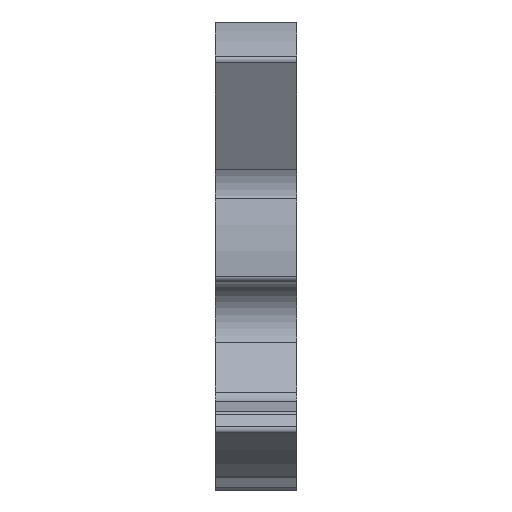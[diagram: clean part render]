
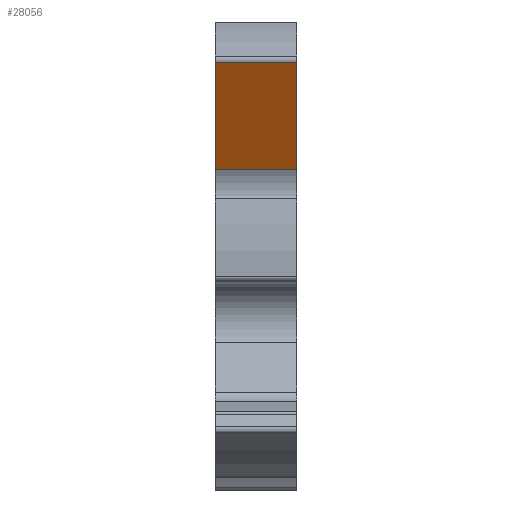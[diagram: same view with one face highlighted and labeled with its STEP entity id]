
A CAD part, left-side view. The second image highlights one B-rep face of the part: STEP entity #28056.
In plain terms, the highlighted face is planar.
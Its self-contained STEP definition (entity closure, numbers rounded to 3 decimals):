
#1176 = VECTOR ( 'NONE', #5298, 1000. ) ;
#3663 = FACE_OUTER_BOUND ( 'NONE', #5305, .T. ) ;
#3864 = CARTESIAN_POINT ( 'NONE',  ( 13.872, 8., -19.028 ) ) ;
#5105 = CARTESIAN_POINT ( 'NONE',  ( 7.794, 8., -8.5 ) ) ;
#5298 = DIRECTION ( 'NONE',  ( 0.5, 0., -0.866 ) ) ;
#5305 = EDGE_LOOP ( 'NONE', ( #29160, #12063, #6554, #23525 ) ) ;
#5440 = VECTOR ( 'NONE', #9734, 1000. ) ;
#5937 = VERTEX_POINT ( 'NONE', #28202 ) ;
#6120 = CARTESIAN_POINT ( 'NONE',  ( 2.165, 8., 1.25 ) ) ;
#6554 = ORIENTED_EDGE ( 'NONE', *, *, #10146, .F. ) ;
#8899 = VERTEX_POINT ( 'NONE', #13847 ) ;
#9431 = LINE ( 'NONE', #22380, #28624 ) ;
#9734 = DIRECTION ( 'NONE',  ( 0., -1., 0. ) ) ;
#10146 = EDGE_CURVE ( 'NONE', #11262, #5937, #26259, .T. ) ;
#11143 = EDGE_CURVE ( 'NONE', #8899, #5937, #14011, .T. ) ;
#11262 = VERTEX_POINT ( 'NONE', #13916 ) ;
#12063 = ORIENTED_EDGE ( 'NONE', *, *, #11143, .T. ) ;
#12890 = VECTOR ( 'NONE', #22954, 1000. ) ;
#13847 = CARTESIAN_POINT ( 'NONE',  ( 13.872, 0., -19.028 ) ) ;
#13916 = CARTESIAN_POINT ( 'NONE',  ( 7.794, 8., -8.5 ) ) ;
#14011 = LINE ( 'NONE', #3864, #12890 ) ;
#14892 = DIRECTION ( 'NONE',  ( 0.5, 0., -0.866 ) ) ;
#17238 = LINE ( 'NONE', #5105, #5440 ) ;
#17466 = AXIS2_PLACEMENT_3D ( 'NONE', #6120, #25068, #17872 ) ;
#17872 = DIRECTION ( 'NONE',  ( -0.5, 0., 0.866 ) ) ;
#18691 = EDGE_CURVE ( 'NONE', #19435, #8899, #9431, .T. ) ;
#19406 = CARTESIAN_POINT ( 'NONE',  ( 2.165, 8., 1.25 ) ) ;
#19435 = VERTEX_POINT ( 'NONE', #20983 ) ;
#20237 = PLANE ( 'NONE',  #17466 ) ;
#20983 = CARTESIAN_POINT ( 'NONE',  ( 7.794, 0., -8.5 ) ) ;
#22380 = CARTESIAN_POINT ( 'NONE',  ( 2.165, 0., 1.25 ) ) ;
#22954 = DIRECTION ( 'NONE',  ( 0., 1., 0. ) ) ;
#23525 = ORIENTED_EDGE ( 'NONE', *, *, #29223, .T. ) ;
#25068 = DIRECTION ( 'NONE',  ( -0.866, 0., -0.5 ) ) ;
#26259 = LINE ( 'NONE', #19406, #1176 ) ;
#28056 = ADVANCED_FACE ( 'NONE', ( #3663 ), #20237, .F. ) ;
#28202 = CARTESIAN_POINT ( 'NONE',  ( 13.872, 8., -19.028 ) ) ;
#28624 = VECTOR ( 'NONE', #14892, 1000. ) ;
#29160 = ORIENTED_EDGE ( 'NONE', *, *, #18691, .T. ) ;
#29223 = EDGE_CURVE ( 'NONE', #11262, #19435, #17238, .T. ) ;
